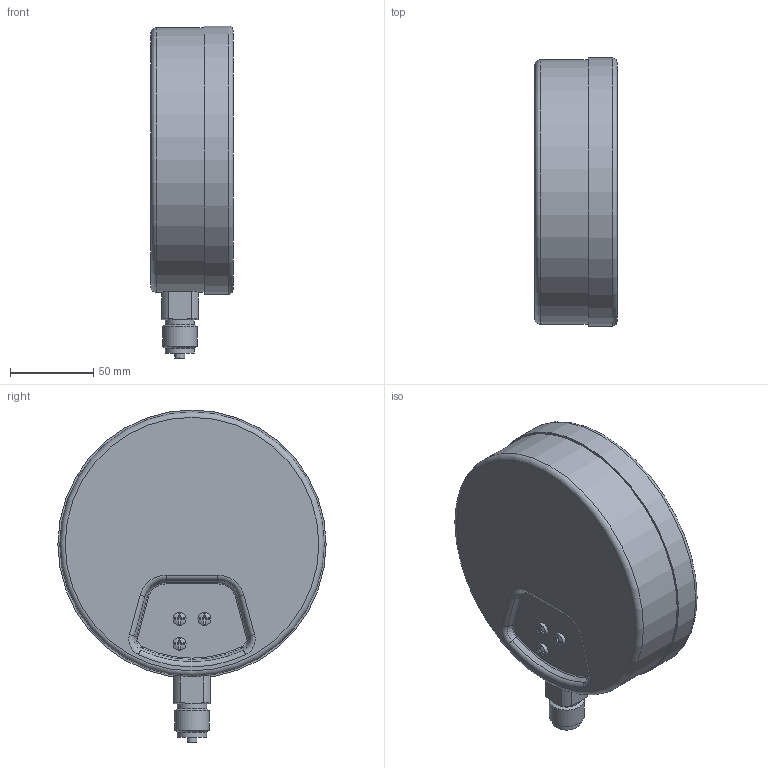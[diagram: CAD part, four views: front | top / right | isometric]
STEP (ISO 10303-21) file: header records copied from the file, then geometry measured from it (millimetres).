
FILE_DESCRIPTION(/* description */ (''),/* implementation_level */ '2;1');
FILE_NAME(/* name */ 'KP160Ch_D402_351XX402.stp',/* time_stamp */ '2018-01-16T09:52:36+01:00',/* author */ ('acgl'),/* organization */ (''),/* preprocessor_version */ 'ST-DEVELOPER v15.6',/* originating_system */ 'Autodesk Inventor 2015',/* authorisation */ '');
FILE_SCHEMA (('AUTOMOTIVE_DESIGN { 1 0 10303 214 3 1 1 }'));
Length unit declared in the file: centimetre
Products named in the file (1): KP160Ch_D402_351XX402
Bounding box: 49.5 x 161.3 x 199.65 mm (x, y, z)
Volume: 936163.9 mm3; surface area: 68794.9 mm2
Topology: 1 solids, 1 shells, 146 faces, 396 edges, 260 vertices
Faces by surface type: plane 65, bspline 39, cylinder 19, torus 15, cone 8
Full cylindrical faces by diameter (mm): 6 x1, 7.8 x3, 17.5 x2, 20.96 x1, 159 x1, 161.3 x1
Entity records: 6155 total; most frequent: CARTESIAN_POINT 2731, ORIENTED_EDGE 756, DIRECTION 492, EDGE_CURVE 378, VERTEX_POINT 259, AXIS2_PLACEMENT_3D 177, EDGE_LOOP 171, B_SPLINE_CURVE_WITH_KNOTS 163
